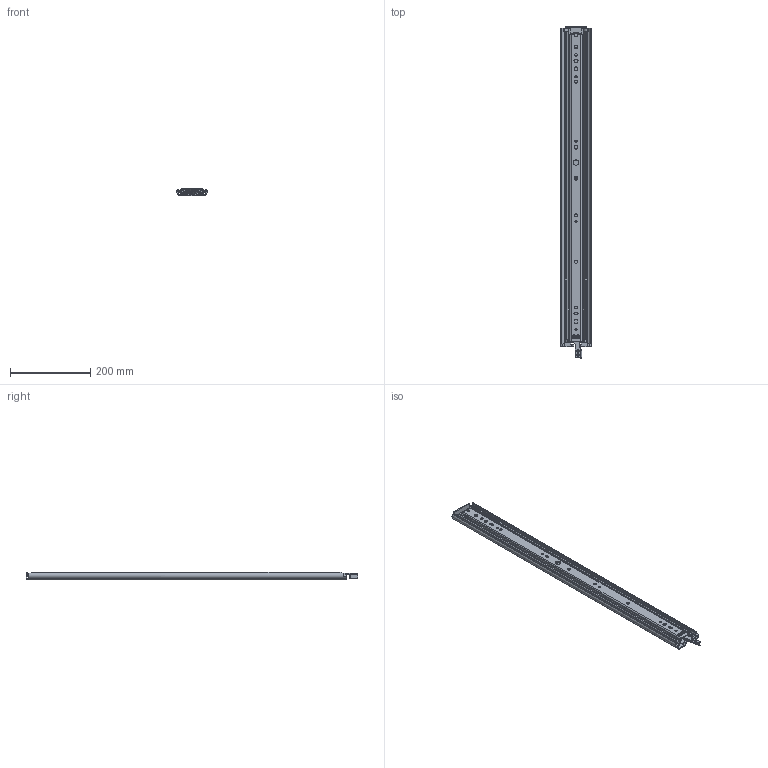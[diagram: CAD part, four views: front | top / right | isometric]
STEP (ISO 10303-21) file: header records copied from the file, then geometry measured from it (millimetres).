
FILE_DESCRIPTION(/* description */ ('TR7619 800 / 806 (19,1mm)'),/* implementation_level */ '2;1');
FILE_NAME(/* name */ '114-S39_00_CLOSED.stp',/* time_stamp */ '2025-10-22T16:33:29+02:00',/* author */ ('r.hartman'),/* organization */ (''),/* preprocessor_version */ 'ST-DEVELOPER v18.1',/* originating_system */ 'Autodesk Inventor 2022',/* authorisation */ '');
FILE_SCHEMA (('AUTOMOTIVE_DESIGN { 1 0 10303 214 3 1 1 }'));
Length unit declared in the file: millimetre
Products named in the file (9): 114-S39; 114-S39_1; 114-S39_2; 114-S39_3; 114-S39_4; 114-S39_5; 114-S39_6; 114-S39_7; 973009
Assembly tree (8 placements, depth 3):
  114-S39
    114-S39_1
    114-S39_2
      114-S39_3
    114-S39_4
      114-S39_5
    114-S39_6
      114-S39_7
      973009
Bounding box: 76.19 x 828 x 19.1 mm (x, y, z)
Volume: 472422 mm3; surface area: 393364.8 mm2
Topology: 4 solids, 4 shells, 761 faces, 2108 edges, 1332 vertices
Faces by surface type: cylinder 330, plane 304, bspline 61, torus 42, cone 18, sphere 6
Full cylindrical faces by diameter (mm): 5.2 x8, 5.5 x2, 6.6 x9, 6.7 x1, 8 x3, 13.5 x1, 15 x2
Entity records: 26958 total; most frequent: CARTESIAN_POINT 6903, DIRECTION 4200, ORIENTED_EDGE 4194, EDGE_CURVE 2097, AXIS2_PLACEMENT_3D 1552, VERTEX_POINT 1331, LINE 1096, VECTOR 1096
